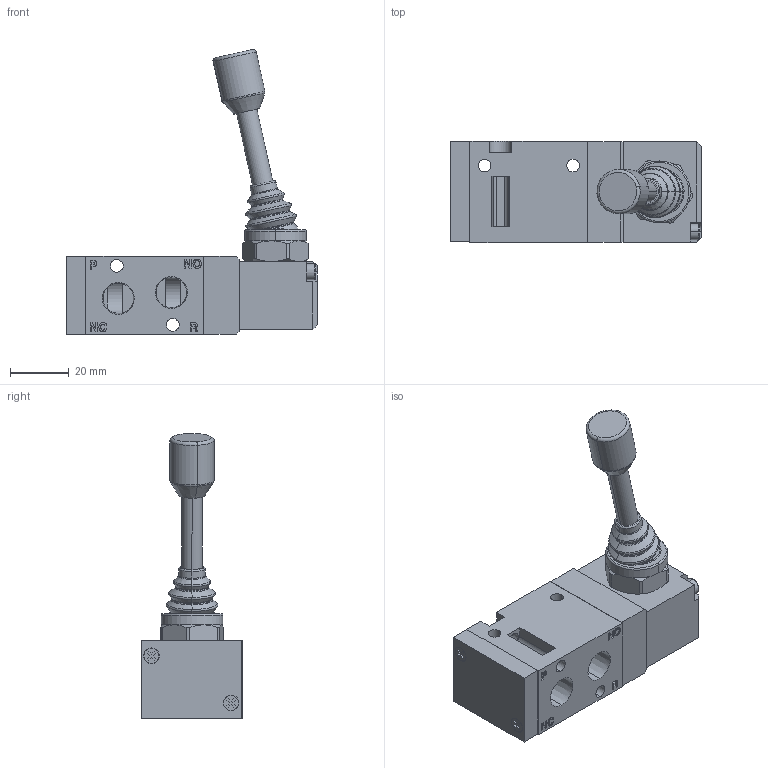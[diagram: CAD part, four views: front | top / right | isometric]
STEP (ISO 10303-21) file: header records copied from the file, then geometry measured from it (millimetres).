
FILE_DESCRIPTION (( 'STEP AP203' ), '1' );
FILE_NAME ('HLV460-S.STEP', '2016-01-12T10:10:57', ( 'yrd8' ), ( 'Hewlett-Packard Company' ), 'SwSTEP 2.0', 'SolidWorks 2008', '' );
FILE_SCHEMA (( 'CONFIG_CONTROL_DESIGN' ));
Length unit declared in the file: millimetre
Products named in the file (10): HLV460-S; SF4000 BODY COVER_ル遽; SF4000 SEMY_ル遽; HLV-S; lever block_釭餌ル衛橈擠; 腊阿 权 杭飘(M3x40)_M3X40; HLV nut_釭餌ル衛橈擠; HLV Bellows-2; lever handle; SF4600 body_IGS
Assembly tree (10 placements, depth 3):
  HLV460-S
    SF4000 SEMY_ル遽
    HLV-S
      腊阿 权 杭飘(M3x40)_M3X40  x2
      HLV nut_釭餌ル衛橈擠
      HLV Bellows-2
      lever block_釭餌ル衛橈擠
      lever handle
    SF4600 body_IGS
    SF4000 BODY COVER_ル遽
Bounding box: 85 x 34.5 x 96.63 mm (x, y, z)
Volume: 61845.7 mm3; surface area: 31973.1 mm2
Topology: 9 solids, 9 shells, 640 faces, 1611 edges, 992 vertices
Faces by surface type: plane 258, cylinder 125, bspline 120, cone 74, torus 63
Entity records: 22920 total; most frequent: CARTESIAN_POINT 7686, ORIENTED_EDGE 3050, DIRECTION 2727, EDGE_CURVE 1525, AXIS2_PLACEMENT_3D 973, VERTEX_POINT 969, LINE 781, VECTOR 781
